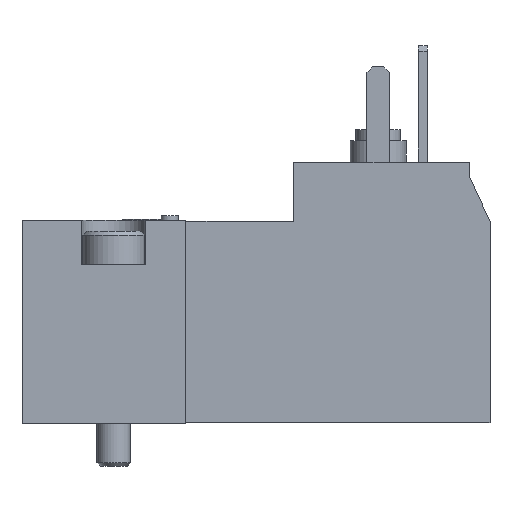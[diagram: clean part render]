
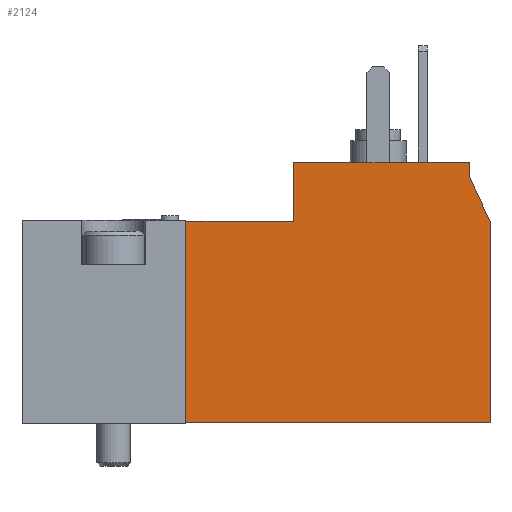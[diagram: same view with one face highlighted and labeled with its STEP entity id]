
A CAD part, top view. The second image highlights one B-rep face of the part: STEP entity #2124.
In plain terms, the highlighted planar face has unit normal (0, 0, 1).
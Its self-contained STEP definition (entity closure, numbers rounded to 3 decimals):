
#332=ORIENTED_EDGE('',*,*,#476,.T.);
#333=ORIENTED_EDGE('',*,*,#480,.T.);
#334=ORIENTED_EDGE('',*,*,#483,.T.);
#335=ORIENTED_EDGE('',*,*,#486,.T.);
#336=ORIENTED_EDGE('',*,*,#502,.T.);
#337=ORIENTED_EDGE('',*,*,#505,.T.);
#338=ORIENTED_EDGE('',*,*,#508,.T.);
#339=ORIENTED_EDGE('',*,*,#546,.T.);
#476=EDGE_CURVE('',#665,#664,#801,.T.);
#480=EDGE_CURVE('',#664,#667,#805,.T.);
#483=EDGE_CURVE('',#667,#669,#808,.T.);
#486=EDGE_CURVE('',#669,#671,#811,.T.);
#502=EDGE_CURVE('',#671,#686,#826,.T.);
#505=EDGE_CURVE('',#686,#688,#829,.T.);
#508=EDGE_CURVE('',#688,#690,#832,.T.);
#546=EDGE_CURVE('',#690,#665,#860,.T.);
#664=VERTEX_POINT('',#2715);
#665=VERTEX_POINT('',#2717);
#667=VERTEX_POINT('',#2723);
#669=VERTEX_POINT('',#2729);
#671=VERTEX_POINT('',#2735);
#686=VERTEX_POINT('',#2767);
#688=VERTEX_POINT('',#2773);
#690=VERTEX_POINT('',#2779);
#801=LINE('',#2716,#937);
#805=LINE('',#2724,#941);
#808=LINE('',#2730,#944);
#811=LINE('',#2736,#947);
#826=LINE('',#2768,#962);
#829=LINE('',#2774,#965);
#832=LINE('',#2780,#968);
#860=LINE('',#2854,#996);
#937=VECTOR('',#2309,1000.);
#941=VECTOR('',#2315,1000.);
#944=VECTOR('',#2320,1000.);
#947=VECTOR('',#2325,1000.);
#962=VECTOR('',#2344,1000.);
#965=VECTOR('',#2349,1000.);
#968=VECTOR('',#2354,1000.);
#996=VECTOR('',#2414,1000.);
#1151=EDGE_LOOP('',(#332,#333,#334,#335,#336,#337,#338,#339));
#1286=FACE_BOUND('',#1151,.T.);
#1381=PLANE('',#2251);
#2124=ADVANCED_FACE('',(#1286),#1381,.T.);
#2251=AXIS2_PLACEMENT_3D('',#2983,#2567,#2568);
#2309=DIRECTION('',(1.,0.,0.));
#2315=DIRECTION('',(0.,1.,0.));
#2320=DIRECTION('',(-0.423,0.906,0.));
#2325=DIRECTION('',(0.,1.,0.));
#2344=DIRECTION('',(-1.,0.,0.));
#2349=DIRECTION('',(0.,-1.,0.));
#2354=DIRECTION('',(-1.,0.,0.));
#2414=DIRECTION('',(0.,-1.,0.));
#2567=DIRECTION('',(0.,0.,1.));
#2568=DIRECTION('',(1.,0.,0.));
#2715=CARTESIAN_POINT('',(41.85,-9.,7.5));
#2716=CARTESIAN_POINT('',(14.65,-9.,7.5));
#2717=CARTESIAN_POINT('',(14.65,-9.,7.5));
#2723=CARTESIAN_POINT('',(41.85,9.,7.5));
#2724=CARTESIAN_POINT('',(41.85,-9.,7.5));
#2729=CARTESIAN_POINT('',(40.,12.967,7.5));
#2730=CARTESIAN_POINT('',(41.85,9.,7.5));
#2735=CARTESIAN_POINT('',(40.,14.2,7.5));
#2736=CARTESIAN_POINT('',(40.,12.967,7.5));
#2767=CARTESIAN_POINT('',(24.3,14.2,7.5));
#2768=CARTESIAN_POINT('',(40.,14.2,7.5));
#2773=CARTESIAN_POINT('',(24.3,9.,7.5));
#2774=CARTESIAN_POINT('',(24.3,14.2,7.5));
#2779=CARTESIAN_POINT('',(14.65,9.,7.5));
#2780=CARTESIAN_POINT('',(24.3,9.,7.5));
#2854=CARTESIAN_POINT('',(14.65,20.9,7.5));
#2983=CARTESIAN_POINT('',(44.65,20.9,7.5));
